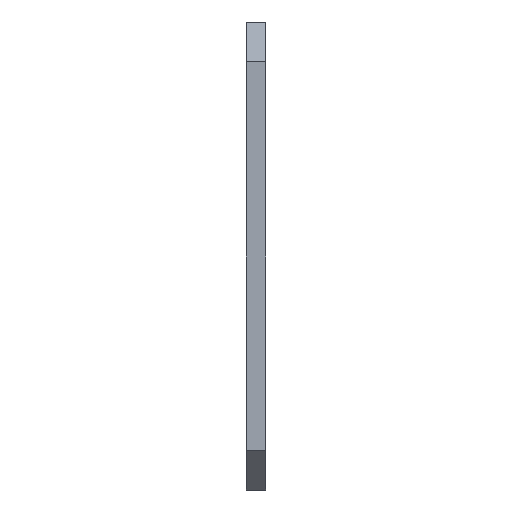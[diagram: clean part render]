
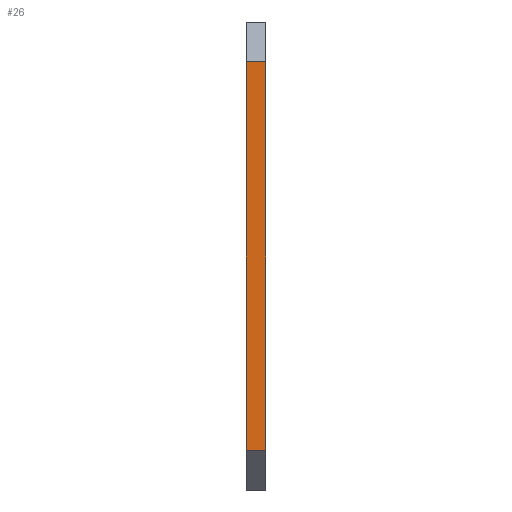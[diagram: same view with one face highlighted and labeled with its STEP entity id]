
A CAD part, front view. The second image highlights one B-rep face of the part: STEP entity #26.
In plain terms, the highlighted planar face has unit normal (0, -1, 0).
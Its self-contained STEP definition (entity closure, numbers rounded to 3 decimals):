
#16 = AXIS2_PLACEMENT_3D ( 'NONE', #819, #1187, #731 ) ;
#26 = ADVANCED_FACE ( 'NONE', ( #449 ), #814, .T. ) ;
#31 = CARTESIAN_POINT ( 'NONE',  ( -1.5, -245.75, 4.5 ) ) ;
#112 = EDGE_CURVE ( 'NONE', #324, #975, #1126, .T. ) ;
#151 = CARTESIAN_POINT ( 'NONE',  ( 0., -245.75, 7.5 ) ) ;
#193 = VECTOR ( 'NONE', #777, 1000. ) ;
#201 = CARTESIAN_POINT ( 'NONE',  ( -1.5, -245.75, -25. ) ) ;
#242 = LINE ( 'NONE', #31, #782 ) ;
#302 = DIRECTION ( 'NONE',  ( 0., 0., -1. ) ) ;
#324 = VERTEX_POINT ( 'NONE', #603 ) ;
#449 = FACE_OUTER_BOUND ( 'NONE', #661, .T. ) ;
#470 = LINE ( 'NONE', #1102, #653 ) ;
#491 = ORIENTED_EDGE ( 'NONE', *, *, #561, .T. ) ;
#492 = DIRECTION ( 'NONE',  ( -1., 0., 0. ) ) ;
#508 = CARTESIAN_POINT ( 'NONE',  ( 0., -245.75, 4.5 ) ) ;
#524 = ORIENTED_EDGE ( 'NONE', *, *, #771, .T. ) ;
#561 = EDGE_CURVE ( 'NONE', #975, #915, #470, .T. ) ;
#603 = CARTESIAN_POINT ( 'NONE',  ( -1.5, -245.75, 4.5 ) ) ;
#653 = VECTOR ( 'NONE', #739, 1000. ) ;
#661 = EDGE_LOOP ( 'NONE', ( #770, #491, #882, #524 ) ) ;
#691 = VECTOR ( 'NONE', #302, 1000. ) ;
#731 = DIRECTION ( 'NONE',  ( 0., 0., -1. ) ) ;
#739 = DIRECTION ( 'NONE',  ( 1., 0., 0. ) ) ;
#750 = EDGE_CURVE ( 'NONE', #1058, #915, #1156, .T. ) ;
#770 = ORIENTED_EDGE ( 'NONE', *, *, #112, .T. ) ;
#771 = EDGE_CURVE ( 'NONE', #1058, #324, #242, .T. ) ;
#777 = DIRECTION ( 'NONE',  ( 0., 0., -1. ) ) ;
#782 = VECTOR ( 'NONE', #492, 1000. ) ;
#814 = PLANE ( 'NONE',  #16 ) ;
#819 = CARTESIAN_POINT ( 'NONE',  ( -1.5, -245.75, 7.5 ) ) ;
#831 = CARTESIAN_POINT ( 'NONE',  ( -1.5, -245.75, 7.5 ) ) ;
#839 = CARTESIAN_POINT ( 'NONE',  ( 0., -245.75, -25. ) ) ;
#882 = ORIENTED_EDGE ( 'NONE', *, *, #750, .F. ) ;
#915 = VERTEX_POINT ( 'NONE', #839 ) ;
#975 = VERTEX_POINT ( 'NONE', #201 ) ;
#1058 = VERTEX_POINT ( 'NONE', #508 ) ;
#1102 = CARTESIAN_POINT ( 'NONE',  ( -1.5, -245.75, -25. ) ) ;
#1126 = LINE ( 'NONE', #831, #691 ) ;
#1156 = LINE ( 'NONE', #151, #193 ) ;
#1187 = DIRECTION ( 'NONE',  ( 0., -1., 0. ) ) ;
